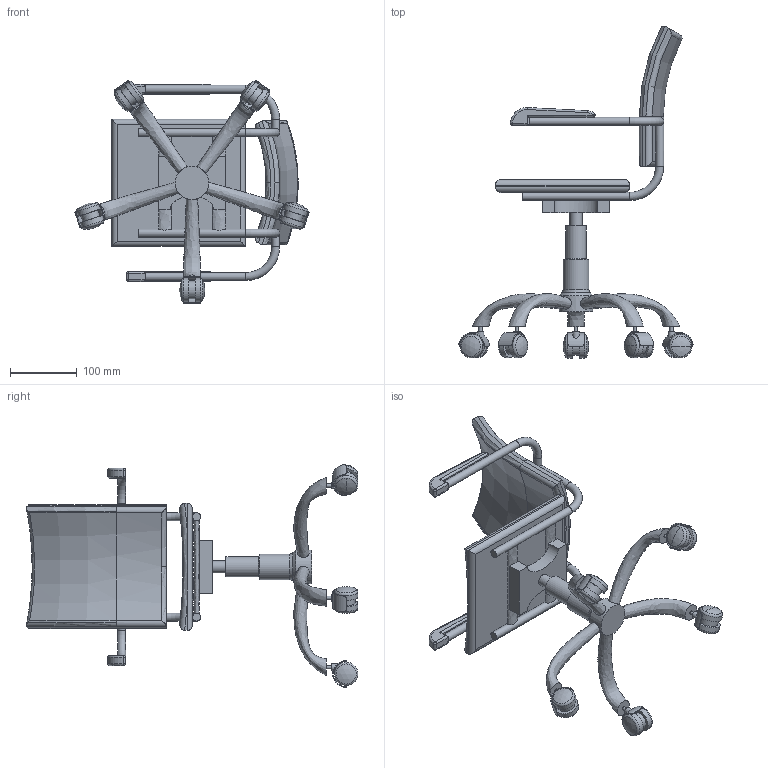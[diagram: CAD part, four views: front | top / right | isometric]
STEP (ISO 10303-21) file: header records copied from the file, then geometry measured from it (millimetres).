
FILE_DESCRIPTION(('HOOPS Exchange Step'),'2;1');
FILE_NAME('Silla oficina.step','2018-05-08T23:36:08+00:00',('SYSTEM'),('Unknown organisation'),'HOOPS Exchange 10.0','HOOPS Exchange','Unknown authorisation');
FILE_SCHEMA( ('AUTOMOTIVE_DESIGN { 1 0 10303 214 1 1 1 1 }') );
Length unit declared in the file: millimetre
Products named in the file (2): Predeterminado; Silla oficina
Assembly tree (1 placements, depth 2):
  Silla oficina
    Predeterminado
Bounding box: 349.63 x 495.51 x 332.71 mm (x, y, z)
Volume: 2196228.9 mm3; surface area: 393795.2 mm2
Topology: 38 solids, 38 shells, 300 faces, 651 edges, 424 vertices
Faces by surface type: cylinder 112, plane 109, torus 36, sphere 27, bspline 7, cone 5, extrusion 4
Full cylindrical faces by diameter (mm): 5 x5, 10 x5, 12 x8, 18 x1, 26.571 x5, 30 x1, 35 x10, 38 x1, 50 x1
Entity records: 14187 total; most frequent: CARTESIAN_POINT 7460, DIRECTION 1491, ORIENTED_EDGE 1278, EDGE_CURVE 639, AXIS2_PLACEMENT_3D 636, VERTEX_POINT 424, CIRCLE 318, EDGE_LOOP 311
